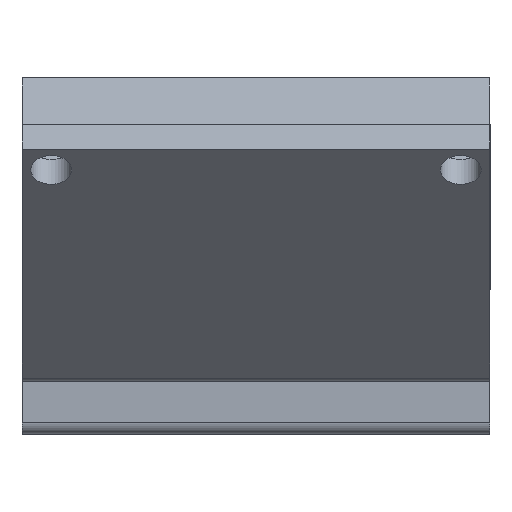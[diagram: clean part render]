
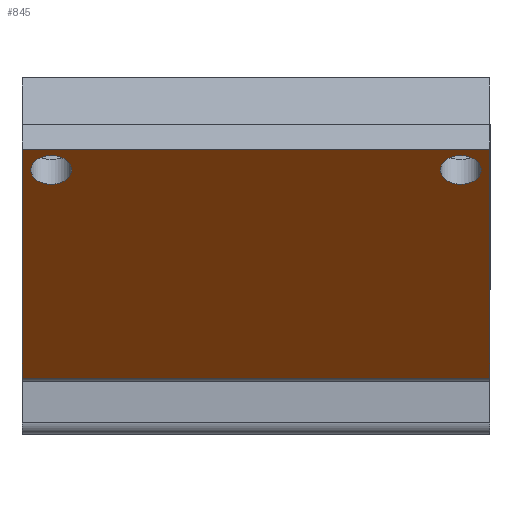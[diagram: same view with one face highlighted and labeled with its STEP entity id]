
A CAD part, left-side view. The second image highlights one B-rep face of the part: STEP entity #845.
In plain terms, the highlighted planar face has unit normal (-0.707, 0, -0.707).
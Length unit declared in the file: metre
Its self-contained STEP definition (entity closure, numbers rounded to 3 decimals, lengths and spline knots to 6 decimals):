
#33=CIRCLE('',#914,0.00175);
#34=CIRCLE('',#915,0.00175);
#167=ORIENTED_EDGE('',*,*,#358,.F.);
#168=ORIENTED_EDGE('',*,*,#359,.F.);
#169=ORIENTED_EDGE('',*,*,#330,.T.);
#170=ORIENTED_EDGE('',*,*,#357,.F.);
#171=ORIENTED_EDGE('',*,*,#275,.F.);
#172=ORIENTED_EDGE('',*,*,#360,.T.);
#275=EDGE_CURVE('',#390,#391,#469,.T.);
#330=EDGE_CURVE('',#439,#438,#517,.T.);
#357=EDGE_CURVE('',#391,#438,#540,.T.);
#358=EDGE_CURVE('',#455,#455,#33,.T.);
#359=EDGE_CURVE('',#456,#456,#34,.T.);
#360=EDGE_CURVE('',#390,#439,#541,.T.);
#390=VERTEX_POINT('',#1178);
#391=VERTEX_POINT('',#1180);
#438=VERTEX_POINT('',#1292);
#439=VERTEX_POINT('',#1294);
#455=VERTEX_POINT('',#1346);
#456=VERTEX_POINT('',#1348);
#469=LINE('',#1179,#566);
#517=LINE('',#1293,#614);
#540=LINE('',#1343,#637);
#541=LINE('',#1349,#638);
#566=VECTOR('',#954,1.);
#614=VECTOR('',#1038,1.);
#637=VECTOR('',#1083,1.);
#638=VECTOR('',#1090,1.);
#691=EDGE_LOOP('',(#167));
#692=EDGE_LOOP('',(#168));
#693=EDGE_LOOP('',(#169,#170,#171,#172));
#758=FACE_BOUND('',#691,.T.);
#759=FACE_BOUND('',#692,.T.);
#760=FACE_BOUND('',#693,.T.);
#808=PLANE('',#913);
#845=ADVANCED_FACE('',(#758,#759,#760),#808,.F.);
#913=AXIS2_PLACEMENT_3D('',#1344,#1084,#1085);
#914=AXIS2_PLACEMENT_3D('',#1345,#1086,#1087);
#915=AXIS2_PLACEMENT_3D('',#1347,#1088,#1089);
#954=DIRECTION('',(-0.707,0.,0.707));
#1038=DIRECTION('',(-0.707,0.,0.707));
#1083=DIRECTION('',(0.,-1.,0.));
#1084=DIRECTION('',(0.707,0.,0.707));
#1085=DIRECTION('',(0.707,0.,-0.707));
#1086=DIRECTION('',(-0.707,0.,-0.707));
#1087=DIRECTION('',(-0.707,0.,0.707));
#1088=DIRECTION('',(-0.707,0.,-0.707));
#1089=DIRECTION('',(-0.707,0.,0.707));
#1090=DIRECTION('',(0.,-1.,0.));
#1178=CARTESIAN_POINT('',(-0.016457,0.019775,-0.040149));
#1179=CARTESIAN_POINT('',(-0.026234,0.019775,-0.030372));
#1180=CARTESIAN_POINT('',(-0.036011,0.019775,-0.020595));
#1292=CARTESIAN_POINT('',(-0.036011,-0.020225,-0.020595));
#1293=CARTESIAN_POINT('',(-0.026234,-0.020225,-0.030372));
#1294=CARTESIAN_POINT('',(-0.016457,-0.020225,-0.040149));
#1343=CARTESIAN_POINT('',(-0.036011,0.019775,-0.020595));
#1344=CARTESIAN_POINT('',(-0.026234,0.019775,-0.030372));
#1345=CARTESIAN_POINT('',(-0.034244,-0.017725,-0.022362));
#1346=CARTESIAN_POINT('',(-0.035481,-0.017725,-0.021125));
#1347=CARTESIAN_POINT('',(-0.034244,0.017275,-0.022362));
#1348=CARTESIAN_POINT('',(-0.035481,0.017275,-0.021125));
#1349=CARTESIAN_POINT('',(-0.016457,0.019775,-0.040149));
